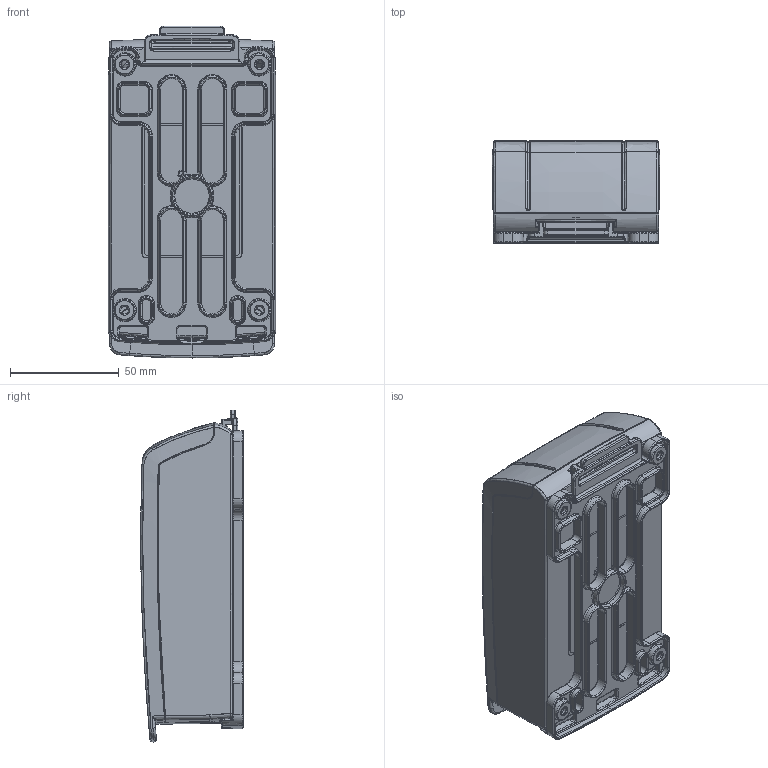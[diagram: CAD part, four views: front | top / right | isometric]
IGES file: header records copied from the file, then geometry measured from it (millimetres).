
Start section: SolidWorks IGES file using analytic representation for surfaces
Global section: file name: Power Pack 1300.IGS; native system: SolidWorks 2008; preprocessor: SolidWorks 2008; author: CKuhn; date: 110921.083913; units: millimetre
Bounding box: 76.99 x 47.13 x 152.66 mm (x, y, z)
Surface area: 56525.9 mm2 (no closed solid volume)
Topology: 0 solids, 0 shells, 1703 faces, 15436 edges, 15422 vertices
Faces by surface type: bspline 1183, revolution 520
